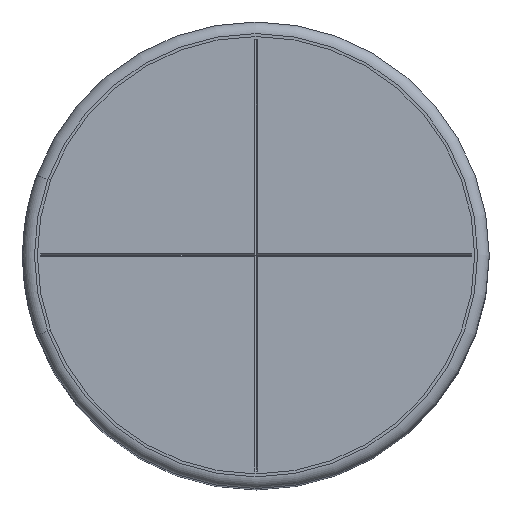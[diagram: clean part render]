
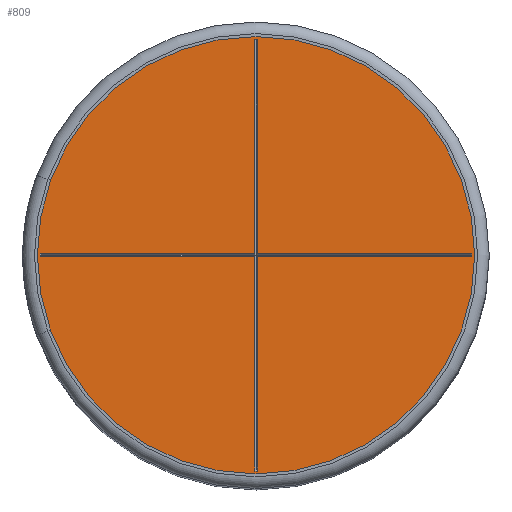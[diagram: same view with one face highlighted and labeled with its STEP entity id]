
A CAD part, top view. The second image highlights one B-rep face of the part: STEP entity #809.
In plain terms, the highlighted planar face has unit normal (0, 0, 1).
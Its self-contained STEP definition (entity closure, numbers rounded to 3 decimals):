
#809=ADVANCED_FACE('',(#1704,#1706),#1708,.T.);
#1704=FACE_BOUND('',#1705,.T.);
#1705=EDGE_LOOP('',(#2439));
#1706=FACE_BOUND('',#1707,.T.);
#1707=EDGE_LOOP('',(#2440,#2441,#2442,#2443,#2444,#2445,#2446,#2447,#2448,#2449,
#2450,#2451));
#1708=PLANE('',#1709);
#1709=AXIS2_PLACEMENT_3D('',#1710,#1711,#1712);
#1710=CARTESIAN_POINT('',(0.,0.,29.9));
#1711=DIRECTION('',(0.,0.,1.));
#1712=DIRECTION('',(1.,0.,0.));
#2439=ORIENTED_EDGE('',*,*,#2819,.T.);
#2440=ORIENTED_EDGE('',*,*,#2847,.T.);
#2441=ORIENTED_EDGE('',*,*,#2848,.T.);
#2442=ORIENTED_EDGE('',*,*,#2849,.T.);
#2443=ORIENTED_EDGE('',*,*,#2850,.T.);
#2444=ORIENTED_EDGE('',*,*,#2851,.T.);
#2445=ORIENTED_EDGE('',*,*,#2852,.T.);
#2446=ORIENTED_EDGE('',*,*,#2853,.T.);
#2447=ORIENTED_EDGE('',*,*,#2854,.T.);
#2448=ORIENTED_EDGE('',*,*,#2855,.T.);
#2449=ORIENTED_EDGE('',*,*,#2856,.T.);
#2450=ORIENTED_EDGE('',*,*,#2857,.T.);
#2451=ORIENTED_EDGE('',*,*,#2858,.T.);
#2819=EDGE_CURVE('',#3304,#3304,#3305,.T.);
#2847=EDGE_CURVE('',#3346,#3347,#3348,.F.);
#2848=EDGE_CURVE('',#3347,#3349,#3350,.F.);
#2849=EDGE_CURVE('',#3349,#3351,#3352,.F.);
#2850=EDGE_CURVE('',#3351,#3353,#3354,.F.);
#2851=EDGE_CURVE('',#3353,#3355,#3356,.F.);
#2852=EDGE_CURVE('',#3355,#3357,#3358,.F.);
#2853=EDGE_CURVE('',#3357,#3359,#3360,.F.);
#2854=EDGE_CURVE('',#3359,#3361,#3362,.F.);
#2855=EDGE_CURVE('',#3361,#3363,#3364,.F.);
#2856=EDGE_CURVE('',#3363,#3365,#3366,.F.);
#2857=EDGE_CURVE('',#3365,#3367,#3368,.F.);
#2858=EDGE_CURVE('',#3367,#3346,#3369,.F.);
#3304=VERTEX_POINT('',#5052);
#3305=CIRCLE('',#5053,7.5);
#3346=VERTEX_POINT('',#5254);
#3347=VERTEX_POINT('',#5255);
#3348=LINE('',#5256,#5257);
#3349=VERTEX_POINT('',#5259);
#3350=LINE('',#5260,#5261);
#3351=VERTEX_POINT('',#5263);
#3352=LINE('',#5264,#5265);
#3353=VERTEX_POINT('',#5267);
#3354=LINE('',#5268,#5269);
#3355=VERTEX_POINT('',#5271);
#3356=LINE('',#5272,#5273);
#3357=VERTEX_POINT('',#5275);
#3358=LINE('',#5276,#5277);
#3359=VERTEX_POINT('',#5279);
#3360=LINE('',#5280,#5281);
#3361=VERTEX_POINT('',#5283);
#3362=LINE('',#5284,#5285);
#3363=VERTEX_POINT('',#5287);
#3364=LINE('',#5288,#5289);
#3365=VERTEX_POINT('',#5291);
#3366=LINE('',#5292,#5293);
#3367=VERTEX_POINT('',#5295);
#3368=LINE('',#5296,#5297);
#3369=LINE('',#5299,#5300);
#5052=CARTESIAN_POINT('',(7.5,0.,29.9));
#5053=AXIS2_PLACEMENT_3D('',#5054,#5055,#5056);
#5054=CARTESIAN_POINT('',(0.,0.,29.9));
#5055=DIRECTION('',(0.,0.,1.));
#5056=DIRECTION('',(1.,0.,0.));
#5254=CARTESIAN_POINT('',(-0.046,-0.05,29.9));
#5255=CARTESIAN_POINT('',(-7.396,-0.05,29.9));
#5256=CARTESIAN_POINT('',(-7.396,-0.05,29.9));
#5257=VECTOR('',#5258,1.);
#5258=DIRECTION('',(1.,0.,0.));
#5259=CARTESIAN_POINT('',(-7.396,0.05,29.9));
#5260=CARTESIAN_POINT('',(-7.396,0.05,29.9));
#5261=VECTOR('',#5262,1.);
#5262=DIRECTION('',(0.,-1.,0.));
#5263=CARTESIAN_POINT('',(-0.046,0.05,29.9));
#5264=CARTESIAN_POINT('',(-0.046,0.05,29.9));
#5265=VECTOR('',#5266,1.);
#5266=DIRECTION('',(-1.,0.,0.));
#5267=CARTESIAN_POINT('',(-0.046,7.4,29.9));
#5268=CARTESIAN_POINT('',(-0.046,7.4,29.9));
#5269=VECTOR('',#5270,1.);
#5270=DIRECTION('',(0.,-1.,0.));
#5271=CARTESIAN_POINT('',(0.054,7.4,29.9));
#5272=CARTESIAN_POINT('',(0.054,7.4,29.9));
#5273=VECTOR('',#5274,1.);
#5274=DIRECTION('',(-1.,0.,0.));
#5275=CARTESIAN_POINT('',(0.054,0.05,29.9));
#5276=CARTESIAN_POINT('',(0.054,0.05,29.9));
#5277=VECTOR('',#5278,1.);
#5278=DIRECTION('',(0.,1.,0.));
#5279=CARTESIAN_POINT('',(7.404,0.05,29.9));
#5280=CARTESIAN_POINT('',(7.404,0.05,29.9));
#5281=VECTOR('',#5282,1.);
#5282=DIRECTION('',(-1.,0.,0.));
#5283=CARTESIAN_POINT('',(7.404,-0.05,29.9));
#5284=CARTESIAN_POINT('',(7.404,-0.05,29.9));
#5285=VECTOR('',#5286,1.);
#5286=DIRECTION('',(0.,1.,0.));
#5287=CARTESIAN_POINT('',(0.054,-0.05,29.9));
#5288=CARTESIAN_POINT('',(0.054,-0.05,29.9));
#5289=VECTOR('',#5290,1.);
#5290=DIRECTION('',(1.,0.,0.));
#5291=CARTESIAN_POINT('',(0.054,-7.4,29.9));
#5292=CARTESIAN_POINT('',(0.054,-7.4,29.9));
#5293=VECTOR('',#5294,1.);
#5294=DIRECTION('',(0.,1.,0.));
#5295=CARTESIAN_POINT('',(-0.046,-7.4,29.9));
#5296=CARTESIAN_POINT('',(-0.046,-7.4,29.9));
#5297=VECTOR('',#5298,1.);
#5298=DIRECTION('',(1.,0.,0.));
#5299=CARTESIAN_POINT('',(-0.046,-0.05,29.9));
#5300=VECTOR('',#5301,1.);
#5301=DIRECTION('',(0.,-1.,0.));
